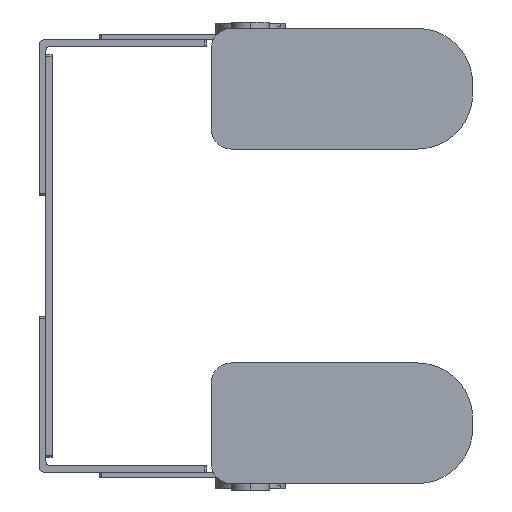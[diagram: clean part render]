
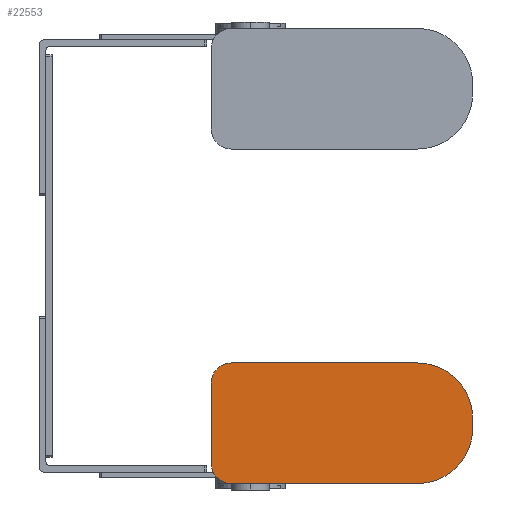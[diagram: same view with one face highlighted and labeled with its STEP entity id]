
A CAD part, front view. The second image highlights one B-rep face of the part: STEP entity #22553.
In plain terms, the highlighted planar face has unit normal (0, -1, 0).
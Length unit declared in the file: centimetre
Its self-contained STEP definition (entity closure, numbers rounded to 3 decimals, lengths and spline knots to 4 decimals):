
#15 = LINE ( 'NONE', #1642, #6255 ) ;
#191 = CARTESIAN_POINT ( 'NONE',  ( -13., 0., 4. ) ) ;
#1256 = LINE ( 'NONE', #15317, #10346 ) ;
#1407 = DIRECTION ( 'NONE',  ( 0., 0., -1. ) ) ;
#1642 = CARTESIAN_POINT ( 'NONE',  ( 13., 0., 6. ) ) ;
#1679 = VERTEX_POINT ( 'NONE', #10401 ) ;
#2404 = ORIENTED_EDGE ( 'NONE', *, *, #4923, .T. ) ;
#2449 = DIRECTION ( 'NONE',  ( 1., 0., 0. ) ) ;
#2515 = VERTEX_POINT ( 'NONE', #191 ) ;
#3054 = DIRECTION ( 'NONE',  ( 0., -1., 0. ) ) ;
#3117 = EDGE_CURVE ( 'NONE', #16881, #16792, #1256, .T. ) ;
#4419 = EDGE_CURVE ( 'NONE', #15692, #6126, #15, .T. ) ;
#4773 = ORIENTED_EDGE ( 'NONE', *, *, #3117, .F. ) ;
#4923 = EDGE_CURVE ( 'NONE', #7860, #16792, #8237, .T. ) ;
#6005 = DIRECTION ( 'NONE',  ( 0., -1., 0. ) ) ;
#6126 = VERTEX_POINT ( 'NONE', #21711 ) ;
#6255 = VECTOR ( 'NONE', #1407, 100. ) ;
#6724 = DIRECTION ( 'NONE',  ( 0., 0., -1. ) ) ;
#6755 = AXIS2_PLACEMENT_3D ( 'NONE', #15522, #22941, #8560 ) ;
#7374 = CIRCLE ( 'NONE', #13149, 2. ) ;
#7537 = EDGE_CURVE ( 'NONE', #16881, #6126, #17524, .T. ) ;
#7860 = VERTEX_POINT ( 'NONE', #10748 ) ;
#8223 = VERTEX_POINT ( 'NONE', #10006 ) ;
#8237 = CIRCLE ( 'NONE', #16547, 2. ) ;
#8560 = DIRECTION ( 'NONE',  ( 0., 0., -1. ) ) ;
#9104 = EDGE_CURVE ( 'NONE', #8223, #2515, #7374, .T. ) ;
#9175 = ORIENTED_EDGE ( 'NONE', *, *, #9104, .T. ) ;
#9262 = ORIENTED_EDGE ( 'NONE', *, *, #19216, .F. ) ;
#9522 = VECTOR ( 'NONE', #2449, 100. ) ;
#10006 = CARTESIAN_POINT ( 'NONE',  ( -11., 0., 6. ) ) ;
#10229 = CARTESIAN_POINT ( 'NONE',  ( 7.5, 0., -0.5 ) ) ;
#10346 = VECTOR ( 'NONE', #11559, 100. ) ;
#10401 = CARTESIAN_POINT ( 'NONE',  ( 7.5, 0., 6. ) ) ;
#10748 = CARTESIAN_POINT ( 'NONE',  ( -13., 0., -4. ) ) ;
#11485 = DIRECTION ( 'NONE',  ( 0., 0., -1. ) ) ;
#11559 = DIRECTION ( 'NONE',  ( -1., 0., 0. ) ) ;
#11627 = CARTESIAN_POINT ( 'NONE',  ( -13., 0., 6. ) ) ;
#12403 = DIRECTION ( 'NONE',  ( 0., 0., -1. ) ) ;
#12526 = ORIENTED_EDGE ( 'NONE', *, *, #15454, .F. ) ;
#13149 = AXIS2_PLACEMENT_3D ( 'NONE', #14548, #18182, #11485 ) ;
#13226 = DIRECTION ( 'NONE',  ( 0., 0., -1. ) ) ;
#13449 = FACE_OUTER_BOUND ( 'NONE', #13633, .T. ) ;
#13579 = AXIS2_PLACEMENT_3D ( 'NONE', #17160, #6005, #13226 ) ;
#13633 = EDGE_LOOP ( 'NONE', ( #12526, #2404, #4773, #18238, #21650, #23045, #9262, #9175 ) ) ;
#14548 = CARTESIAN_POINT ( 'NONE',  ( -11., 0., 4. ) ) ;
#14609 = EDGE_CURVE ( 'NONE', #15692, #1679, #23102, .T. ) ;
#15317 = CARTESIAN_POINT ( 'NONE',  ( -13., 0., -6. ) ) ;
#15444 = LINE ( 'NONE', #19916, #16003 ) ;
#15454 = EDGE_CURVE ( 'NONE', #7860, #2515, #15444, .T. ) ;
#15522 = CARTESIAN_POINT ( 'NONE',  ( 0., 0., 0. ) ) ;
#15692 = VERTEX_POINT ( 'NONE', #22181 ) ;
#16003 = VECTOR ( 'NONE', #21333, 100. ) ;
#16468 = CARTESIAN_POINT ( 'NONE',  ( 7.5, 0., -6. ) ) ;
#16547 = AXIS2_PLACEMENT_3D ( 'NONE', #21458, #23347, #12403 ) ;
#16792 = VERTEX_POINT ( 'NONE', #19664 ) ;
#16881 = VERTEX_POINT ( 'NONE', #16468 ) ;
#16894 = AXIS2_PLACEMENT_3D ( 'NONE', #10229, #3054, #6724 ) ;
#17160 = CARTESIAN_POINT ( 'NONE',  ( 7.5, 0., 0.5 ) ) ;
#17524 = CIRCLE ( 'NONE', #16894, 5.5 ) ;
#18182 = DIRECTION ( 'NONE',  ( 0., -1., 0. ) ) ;
#18238 = ORIENTED_EDGE ( 'NONE', *, *, #7537, .T. ) ;
#19216 = EDGE_CURVE ( 'NONE', #8223, #1679, #19230, .T. ) ;
#19230 = LINE ( 'NONE', #11627, #9522 ) ;
#19487 = PLANE ( 'NONE',  #6755 ) ;
#19664 = CARTESIAN_POINT ( 'NONE',  ( -11., 0., -6. ) ) ;
#19916 = CARTESIAN_POINT ( 'NONE',  ( -13., 0., 6. ) ) ;
#21333 = DIRECTION ( 'NONE',  ( 0., 0., 1. ) ) ;
#21458 = CARTESIAN_POINT ( 'NONE',  ( -11., 0., -4. ) ) ;
#21650 = ORIENTED_EDGE ( 'NONE', *, *, #4419, .F. ) ;
#21711 = CARTESIAN_POINT ( 'NONE',  ( 13., 0., -0.5 ) ) ;
#22181 = CARTESIAN_POINT ( 'NONE',  ( 13., 0., 0.5 ) ) ;
#22553 = ADVANCED_FACE ( 'NONE', ( #13449 ), #19487, .T. ) ;
#22941 = DIRECTION ( 'NONE',  ( 0., -1., 0. ) ) ;
#23045 = ORIENTED_EDGE ( 'NONE', *, *, #14609, .T. ) ;
#23102 = CIRCLE ( 'NONE', #13579, 5.5 ) ;
#23347 = DIRECTION ( 'NONE',  ( 0., -1., 0. ) ) ;
